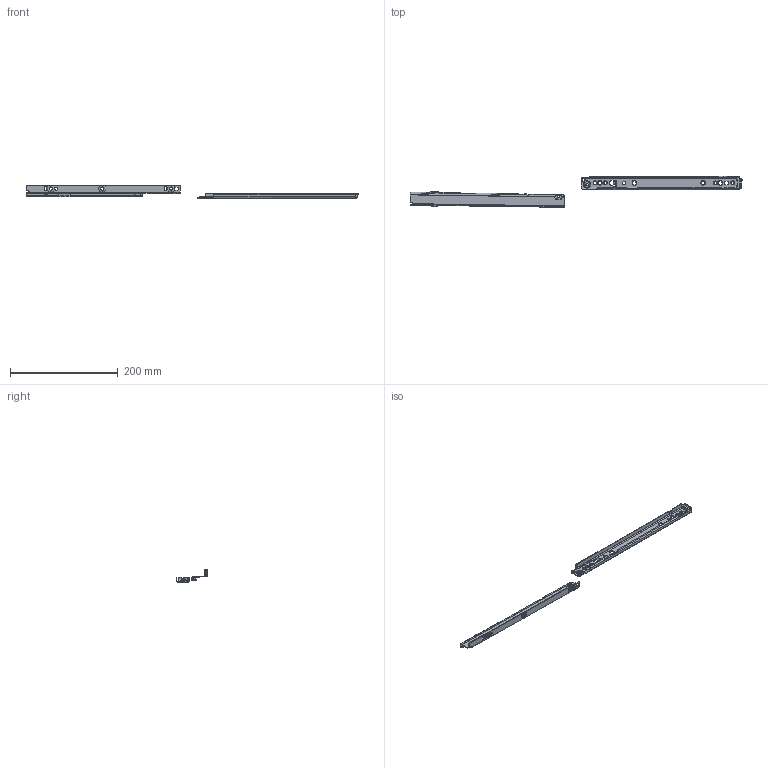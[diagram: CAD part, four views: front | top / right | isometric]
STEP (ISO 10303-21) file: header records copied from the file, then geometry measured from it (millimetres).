
FILE_DESCRIPTION (( 'STEP AP214' ), '1' );
FILE_NAME ('FR_6500.0300mm_12inch_open_left.STEP', '2022-11-15T13:49:36', ( '' ), ( '' ), 'SwSTEP 2.0', 'SolidWorks 2020', '' );
FILE_SCHEMA (( 'AUTOMOTIVE_DESIGN' ));
Length unit declared in the file: millimetre
Products named in the file (6): 6500.XXX-03.0000.li_NL 300; 6500.XXX-03.0000.LI_NL =  300; 6500.XXX-01.0000.li_NL 300; AG-008; 6500.XXX-01.0000.LI_NL =  300; FR_6500.0300mm_12inch_open_left
Assembly tree (5 placements, depth 3):
  FR_6500.0300mm_12inch_open_left
    6500.XXX-01.0000.LI_NL =  300
      6500.XXX-01.0000.li_NL 300
      AG-008
    6500.XXX-03.0000.LI_NL =  300
      6500.XXX-03.0000.li_NL 300
Bounding box: 617.63 x 59.27 x 23.24 mm (x, y, z)
Volume: 34922.9 mm3; surface area: 49361.7 mm2
Topology: 3 solids, 3 shells, 687 faces, 1749 edges, 1070 vertices
Faces by surface type: plane 282, cylinder 258, cone 52, torus 47, bspline 44, sphere 4
Entity records: 23256 total; most frequent: CARTESIAN_POINT 6872, ORIENTED_EDGE 3486, DIRECTION 3330, EDGE_CURVE 1743, AXIS2_PLACEMENT_3D 1254, VERTEX_POINT 1070, VECTOR 822, LINE 822
